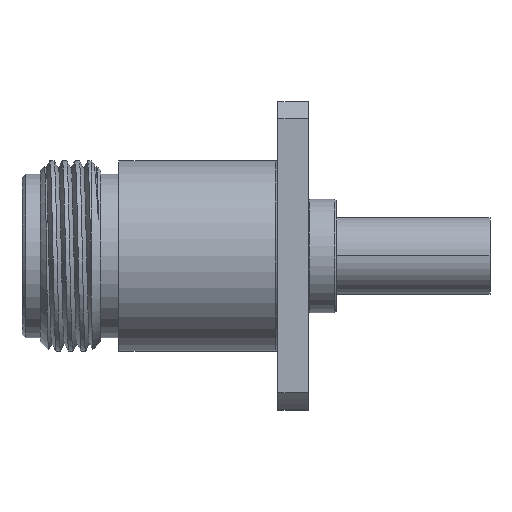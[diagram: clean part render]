
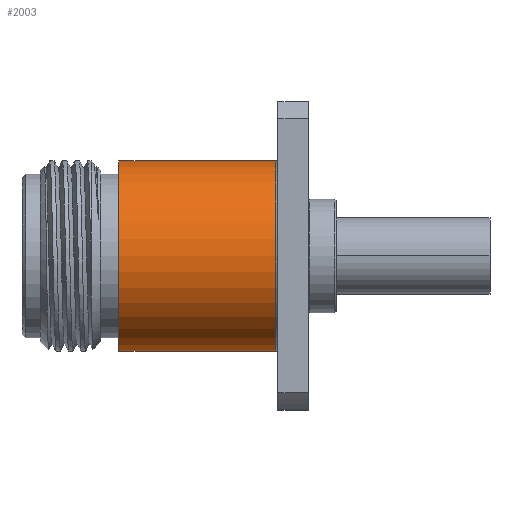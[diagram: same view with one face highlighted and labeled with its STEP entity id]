
A CAD part, top view. The second image highlights one B-rep face of the part: STEP entity #2003.
In plain terms, the highlighted cylindrical face has radius 7.85 mm (diameter 15.7 mm), a partial arc.
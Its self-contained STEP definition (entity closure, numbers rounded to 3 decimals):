
#14 = CARTESIAN_POINT ( 'NONE',  ( -2.7, 7.85, 0. ) ) ;
#267 = CARTESIAN_POINT ( 'NONE',  ( 0., -7.85, 0. ) ) ;
#272 = CIRCLE ( 'NONE', #2618, 7.85 ) ;
#384 = EDGE_LOOP ( 'NONE', ( #3189, #3165, #4995, #5605 ) ) ;
#760 = CARTESIAN_POINT ( 'NONE',  ( -2.7, 0., 0. ) ) ;
#864 = CARTESIAN_POINT ( 'NONE',  ( -2.7, -7.85, 0. ) ) ;
#952 = EDGE_CURVE ( 'NONE', #6565, #5589, #5879, .T. ) ;
#1074 = DIRECTION ( 'NONE',  ( 1., 0., 0. ) ) ;
#1157 = CARTESIAN_POINT ( 'NONE',  ( -15.62, 7.85, 0. ) ) ;
#1413 = DIRECTION ( 'NONE',  ( 1., 0., 0. ) ) ;
#1644 = LINE ( 'NONE', #4134, #1893 ) ;
#1893 = VECTOR ( 'NONE', #1074, 1000. ) ;
#2003 = ADVANCED_FACE ( 'NONE', ( #2353 ), #4301, .T. ) ;
#2353 = FACE_OUTER_BOUND ( 'NONE', #384, .T. ) ;
#2460 = EDGE_CURVE ( 'NONE', #5589, #5284, #272, .T. ) ;
#2618 = AXIS2_PLACEMENT_3D ( 'NONE', #760, #5787, #2762 ) ;
#2762 = DIRECTION ( 'NONE',  ( 0., -1., 0. ) ) ;
#3165 = ORIENTED_EDGE ( 'NONE', *, *, #952, .T. ) ;
#3189 = ORIENTED_EDGE ( 'NONE', *, *, #3675, .T. ) ;
#3472 = DIRECTION ( 'NONE',  ( 0., 1., 0. ) ) ;
#3513 = AXIS2_PLACEMENT_3D ( 'NONE', #6409, #1413, #4934 ) ;
#3675 = EDGE_CURVE ( 'NONE', #5720, #6565, #5400, .T. ) ;
#3722 = EDGE_CURVE ( 'NONE', #5720, #5284, #1644, .T. ) ;
#3970 = DIRECTION ( 'NONE',  ( 1., 0., 0. ) ) ;
#4134 = CARTESIAN_POINT ( 'NONE',  ( 0., 7.85, 0. ) ) ;
#4301 = CYLINDRICAL_SURFACE ( 'NONE', #3513, 7.85 ) ;
#4474 = CARTESIAN_POINT ( 'NONE',  ( -15.62, 0., 0. ) ) ;
#4788 = VECTOR ( 'NONE', #4808, 1000. ) ;
#4808 = DIRECTION ( 'NONE',  ( 1., 0., 0. ) ) ;
#4934 = DIRECTION ( 'NONE',  ( 0., 1., 0. ) ) ;
#4965 = AXIS2_PLACEMENT_3D ( 'NONE', #4474, #3970, #3472 ) ;
#4995 = ORIENTED_EDGE ( 'NONE', *, *, #2460, .T. ) ;
#5043 = CARTESIAN_POINT ( 'NONE',  ( -15.62, -7.85, 0. ) ) ;
#5284 = VERTEX_POINT ( 'NONE', #14 ) ;
#5400 = CIRCLE ( 'NONE', #4965, 7.85 ) ;
#5589 = VERTEX_POINT ( 'NONE', #864 ) ;
#5605 = ORIENTED_EDGE ( 'NONE', *, *, #3722, .F. ) ;
#5720 = VERTEX_POINT ( 'NONE', #1157 ) ;
#5787 = DIRECTION ( 'NONE',  ( -1., 0., 0. ) ) ;
#5879 = LINE ( 'NONE', #267, #4788 ) ;
#6409 = CARTESIAN_POINT ( 'NONE',  ( 0., 0., 0. ) ) ;
#6565 = VERTEX_POINT ( 'NONE', #5043 ) ;
